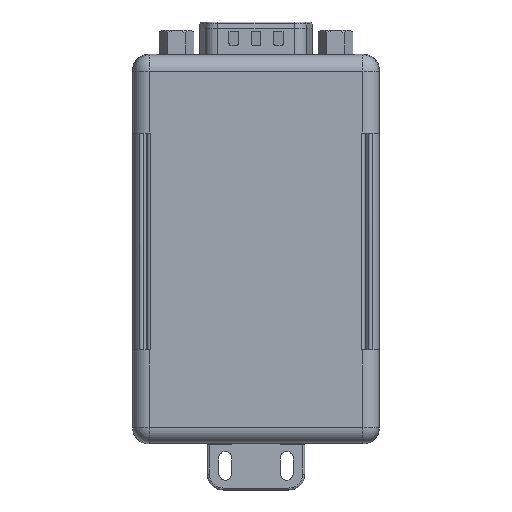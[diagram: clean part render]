
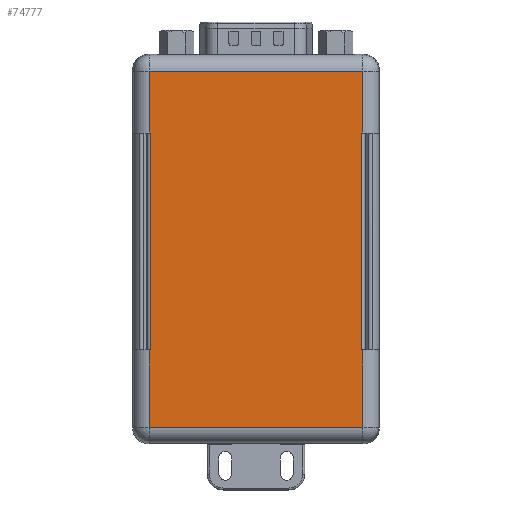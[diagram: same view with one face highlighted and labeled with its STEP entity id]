
A CAD part, front view. The second image highlights one B-rep face of the part: STEP entity #74777.
In plain terms, the highlighted planar face has unit normal (0, -1, 0).
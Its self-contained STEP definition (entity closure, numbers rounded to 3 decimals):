
#772 = DIRECTION ( 'NONE',  ( 0., 0., -1. ) ) ;
#1886 = CARTESIAN_POINT ( 'NONE',  ( 0., 0., 0. ) ) ;
#2592 = VECTOR ( 'NONE', #76278, 1000. ) ;
#3615 = VECTOR ( 'NONE', #20230, 1000. ) ;
#3693 = VERTEX_POINT ( 'NONE', #34256 ) ;
#3761 = VERTEX_POINT ( 'NONE', #10941 ) ;
#4119 = VECTOR ( 'NONE', #66364, 1000. ) ;
#4466 = LINE ( 'NONE', #33972, #2592 ) ;
#4738 = ORIENTED_EDGE ( 'NONE', *, *, #18033, .T. ) ;
#5258 = CARTESIAN_POINT ( 'NONE',  ( 16.791, 0., 30.448 ) ) ;
#7895 = PLANE ( 'NONE',  #20276 ) ;
#8482 = EDGE_CURVE ( 'NONE', #72303, #51212, #59031, .T. ) ;
#9286 = CARTESIAN_POINT ( 'NONE',  ( -16.6, 0., -15.85 ) ) ;
#10464 = CARTESIAN_POINT ( 'NONE',  ( 19.4, 0., -15.85 ) ) ;
#10602 = LINE ( 'NONE', #5258, #42496 ) ;
#10671 = LINE ( 'NONE', #66270, #40684 ) ;
#10941 = CARTESIAN_POINT ( 'NONE',  ( 16.791, 0., -15.85 ) ) ;
#11050 = CARTESIAN_POINT ( 'NONE',  ( -19.4, 0., 18.25 ) ) ;
#11282 = DIRECTION ( 'NONE',  ( 0., 0., 1. ) ) ;
#12049 = VERTEX_POINT ( 'NONE', #36728 ) ;
#13508 = CARTESIAN_POINT ( 'NONE',  ( 16.791, 0., 27.991 ) ) ;
#13697 = LINE ( 'NONE', #10464, #75731 ) ;
#13902 = DIRECTION ( 'NONE',  ( 0., 0., -1. ) ) ;
#14340 = EDGE_CURVE ( 'NONE', #70888, #72303, #10671, .T. ) ;
#14682 = EDGE_CURVE ( 'NONE', #52482, #3761, #10602, .T. ) ;
#15815 = LINE ( 'NONE', #11050, #77835 ) ;
#18033 = EDGE_CURVE ( 'NONE', #46432, #3693, #15815, .T. ) ;
#18529 = VECTOR ( 'NONE', #772, 1000. ) ;
#20183 = EDGE_CURVE ( 'NONE', #3693, #70888, #52011, .T. ) ;
#20230 = DIRECTION ( 'NONE',  ( 0., 0., 1. ) ) ;
#20276 = AXIS2_PLACEMENT_3D ( 'NONE', #1886, #73800, #13902 ) ;
#22560 = DIRECTION ( 'NONE',  ( 0., 0., -1. ) ) ;
#23045 = CARTESIAN_POINT ( 'NONE',  ( -16.791, 0., 27.991 ) ) ;
#23522 = CARTESIAN_POINT ( 'NONE',  ( -16.791, 0., -27.991 ) ) ;
#23753 = CARTESIAN_POINT ( 'NONE',  ( 16.791, 0., 30.448 ) ) ;
#24107 = ORIENTED_EDGE ( 'NONE', *, *, #54757, .T. ) ;
#30240 = DIRECTION ( 'NONE',  ( -1., 0., 0. ) ) ;
#30247 = VECTOR ( 'NONE', #63383, 1000. ) ;
#30299 = CARTESIAN_POINT ( 'NONE',  ( -16.791, 0., -15.85 ) ) ;
#31253 = VECTOR ( 'NONE', #59752, 1000. ) ;
#33972 = CARTESIAN_POINT ( 'NONE',  ( -19.248, 0., 27.991 ) ) ;
#34256 = CARTESIAN_POINT ( 'NONE',  ( -16.6, 0., 18.25 ) ) ;
#36372 = CARTESIAN_POINT ( 'NONE',  ( -16.6, 0., -15.85 ) ) ;
#36728 = CARTESIAN_POINT ( 'NONE',  ( 16.6, 0., 18.25 ) ) ;
#37028 = VERTEX_POINT ( 'NONE', #43953 ) ;
#37253 = ORIENTED_EDGE ( 'NONE', *, *, #8482, .T. ) ;
#38103 = CARTESIAN_POINT ( 'NONE',  ( 19.248, 0., -27.991 ) ) ;
#40080 = ORIENTED_EDGE ( 'NONE', *, *, #48886, .T. ) ;
#40409 = CARTESIAN_POINT ( 'NONE',  ( -16.791, 0., -30.448 ) ) ;
#40684 = VECTOR ( 'NONE', #30240, 1000. ) ;
#40931 = DIRECTION ( 'NONE',  ( 1., 0., 0. ) ) ;
#41115 = EDGE_CURVE ( 'NONE', #61126, #61156, #51042, .T. ) ;
#41833 = CARTESIAN_POINT ( 'NONE',  ( -16.791, 0., 18.25 ) ) ;
#42496 = VECTOR ( 'NONE', #11282, 1000. ) ;
#42959 = EDGE_CURVE ( 'NONE', #12049, #61126, #46834, .T. ) ;
#42989 = VECTOR ( 'NONE', #22560, 1000. ) ;
#43327 = EDGE_CURVE ( 'NONE', #54822, #46432, #66508, .T. ) ;
#43404 = CARTESIAN_POINT ( 'NONE',  ( 16.791, 0., -27.991 ) ) ;
#43459 = ORIENTED_EDGE ( 'NONE', *, *, #66730, .T. ) ;
#43953 = CARTESIAN_POINT ( 'NONE',  ( 16.6, 0., -15.85 ) ) ;
#46253 = LINE ( 'NONE', #38103, #30247 ) ;
#46366 = ORIENTED_EDGE ( 'NONE', *, *, #42959, .T. ) ;
#46432 = VERTEX_POINT ( 'NONE', #41833 ) ;
#46834 = LINE ( 'NONE', #57003, #62793 ) ;
#48784 = CARTESIAN_POINT ( 'NONE',  ( -16.791, 0., -30.448 ) ) ;
#48886 = EDGE_CURVE ( 'NONE', #37028, #12049, #67480, .T. ) ;
#50213 = CARTESIAN_POINT ( 'NONE',  ( 16.6, 0., 18.25 ) ) ;
#51042 = LINE ( 'NONE', #23753, #31253 ) ;
#51212 = VERTEX_POINT ( 'NONE', #23522 ) ;
#52011 = LINE ( 'NONE', #36372, #4119 ) ;
#52482 = VERTEX_POINT ( 'NONE', #43404 ) ;
#54757 = EDGE_CURVE ( 'NONE', #3761, #37028, #13697, .T. ) ;
#54822 = VERTEX_POINT ( 'NONE', #23045 ) ;
#56088 = ORIENTED_EDGE ( 'NONE', *, *, #14682, .T. ) ;
#56183 = ORIENTED_EDGE ( 'NONE', *, *, #43327, .T. ) ;
#57003 = CARTESIAN_POINT ( 'NONE',  ( 19.4, 0., 18.25 ) ) ;
#57957 = FACE_OUTER_BOUND ( 'NONE', #70514, .T. ) ;
#59031 = LINE ( 'NONE', #40409, #42989 ) ;
#59220 = ORIENTED_EDGE ( 'NONE', *, *, #14340, .T. ) ;
#59752 = DIRECTION ( 'NONE',  ( 0., 0., 1. ) ) ;
#61126 = VERTEX_POINT ( 'NONE', #67110 ) ;
#61156 = VERTEX_POINT ( 'NONE', #13508 ) ;
#62735 = DIRECTION ( 'NONE',  ( 1., 0., 0. ) ) ;
#62793 = VECTOR ( 'NONE', #62735, 1000. ) ;
#63383 = DIRECTION ( 'NONE',  ( 1., 0., 0. ) ) ;
#64649 = EDGE_CURVE ( 'NONE', #51212, #52482, #46253, .T. ) ;
#65390 = ORIENTED_EDGE ( 'NONE', *, *, #64649, .T. ) ;
#66270 = CARTESIAN_POINT ( 'NONE',  ( -19.4, 0., -15.85 ) ) ;
#66364 = DIRECTION ( 'NONE',  ( 0., 0., -1. ) ) ;
#66508 = LINE ( 'NONE', #48784, #18529 ) ;
#66730 = EDGE_CURVE ( 'NONE', #61156, #54822, #4466, .T. ) ;
#67110 = CARTESIAN_POINT ( 'NONE',  ( 16.791, 0., 18.25 ) ) ;
#67480 = LINE ( 'NONE', #50213, #3615 ) ;
#70514 = EDGE_LOOP ( 'NONE', ( #56183, #4738, #72694, #59220, #37253, #65390, #56088, #24107, #40080, #46366, #77065, #43459 ) ) ;
#70888 = VERTEX_POINT ( 'NONE', #9286 ) ;
#72303 = VERTEX_POINT ( 'NONE', #30299 ) ;
#72694 = ORIENTED_EDGE ( 'NONE', *, *, #20183, .T. ) ;
#73800 = DIRECTION ( 'NONE',  ( 0., -1., 0. ) ) ;
#74777 = ADVANCED_FACE ( 'NONE', ( #57957 ), #7895, .T. ) ;
#75731 = VECTOR ( 'NONE', #76635, 1000. ) ;
#76278 = DIRECTION ( 'NONE',  ( -1., 0., 0. ) ) ;
#76635 = DIRECTION ( 'NONE',  ( -1., 0., 0. ) ) ;
#77065 = ORIENTED_EDGE ( 'NONE', *, *, #41115, .T. ) ;
#77835 = VECTOR ( 'NONE', #40931, 1000. ) ;
